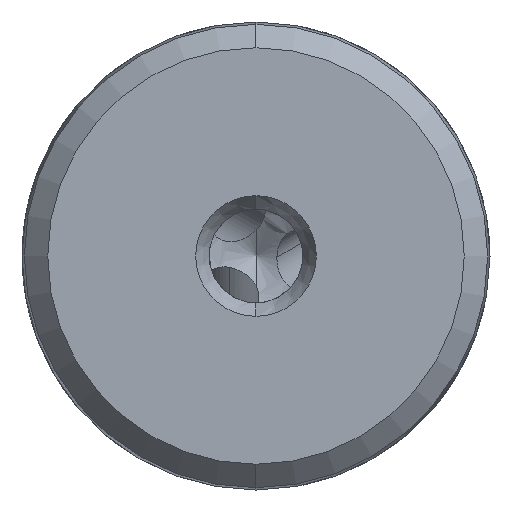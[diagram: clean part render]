
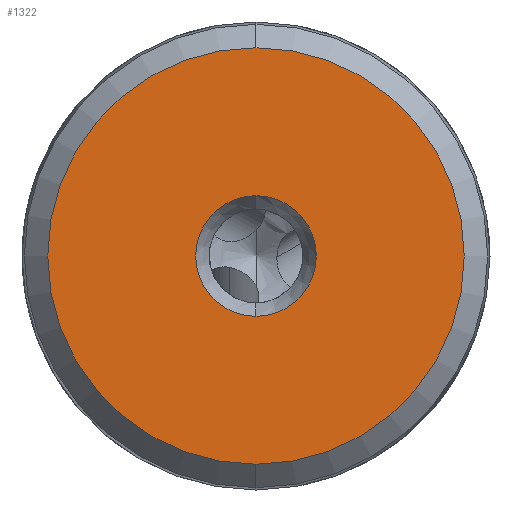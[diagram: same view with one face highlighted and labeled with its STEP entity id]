
A CAD part, left-side view. The second image highlights one B-rep face of the part: STEP entity #1322.
In plain terms, the highlighted planar face has unit normal (-1, 0, 0).
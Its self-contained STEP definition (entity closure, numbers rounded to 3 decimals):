
#250 = VERTEX_POINT ( 'NONE', #2170 ) ;
#339 = VERTEX_POINT ( 'NONE', #2038 ) ;
#343 = VERTEX_POINT ( 'NONE', #2181 ) ;
#376 = VERTEX_POINT ( 'NONE', #2303 ) ;
#1121 = CIRCLE ( 'NONE', #4004, 2.577 ) ;
#1144 = CIRCLE ( 'NONE', #1681, 8.9 ) ;
#1159 = CIRCLE ( 'NONE', #1680, 2.577 ) ;
#1262 = EDGE_CURVE ( 'NONE', #376, #250, #1159, .T. ) ;
#1263 = EDGE_CURVE ( 'NONE', #339, #343, #1144, .T. ) ;
#1322 = ADVANCED_FACE ( 'NONE', ( #5099, #5083 ), #1356, .T. ) ;
#1356 = PLANE ( 'NONE',  #1733 ) ;
#1409 = DIRECTION ( 'NONE',  ( -1., 0., 0. ) ) ;
#1410 = CARTESIAN_POINT ( 'NONE',  ( -81.224, 8.9, 0. ) ) ;
#1443 = DIRECTION ( 'NONE',  ( 0., 0., 1. ) ) ;
#1542 = CARTESIAN_POINT ( 'NONE',  ( -81.224, 0., 0. ) ) ;
#1543 = DIRECTION ( 'NONE',  ( 1., 0., 0. ) ) ;
#1544 = DIRECTION ( 'NONE',  ( 0., 0., -1. ) ) ;
#1569 = CARTESIAN_POINT ( 'NONE',  ( -81.224, 0., 0. ) ) ;
#1570 = DIRECTION ( 'NONE',  ( 1., 0., 0. ) ) ;
#1571 = DIRECTION ( 'NONE',  ( 0., 0., -1. ) ) ;
#1680 = AXIS2_PLACEMENT_3D ( 'NONE', #2389, #2383, #2384 ) ;
#1681 = AXIS2_PLACEMENT_3D ( 'NONE', #2427, #2395, #2382 ) ;
#1733 = AXIS2_PLACEMENT_3D ( 'NONE', #1410, #1409, #1443 ) ;
#1792 = AXIS2_PLACEMENT_3D ( 'NONE', #1542, #1543, #1544 ) ;
#2038 = CARTESIAN_POINT ( 'NONE',  ( -81.224, 0., 8.9 ) ) ;
#2170 = CARTESIAN_POINT ( 'NONE',  ( -81.224, 0., 2.577 ) ) ;
#2181 = CARTESIAN_POINT ( 'NONE',  ( -81.224, 0., -8.9 ) ) ;
#2303 = CARTESIAN_POINT ( 'NONE',  ( -81.224, 0., -2.577 ) ) ;
#2382 = DIRECTION ( 'NONE',  ( 0., 0., -1. ) ) ;
#2383 = DIRECTION ( 'NONE',  ( 1., 0., 0. ) ) ;
#2384 = DIRECTION ( 'NONE',  ( 0., 0., -1. ) ) ;
#2389 = CARTESIAN_POINT ( 'NONE',  ( -81.224, 0., 0. ) ) ;
#2395 = DIRECTION ( 'NONE',  ( 1., 0., 0. ) ) ;
#2427 = CARTESIAN_POINT ( 'NONE',  ( -81.224, 0., 0. ) ) ;
#3183 = ORIENTED_EDGE ( 'NONE', *, *, #1262, .T. ) ;
#3253 = ORIENTED_EDGE ( 'NONE', *, *, #4605, .F. ) ;
#3255 = ORIENTED_EDGE ( 'NONE', *, *, #4614, .T. ) ;
#3269 = ORIENTED_EDGE ( 'NONE', *, *, #1263, .F. ) ;
#4004 = AXIS2_PLACEMENT_3D ( 'NONE', #1569, #1570, #1571 ) ;
#4018 = CIRCLE ( 'NONE', #1792, 8.9 ) ;
#4032 = EDGE_LOOP ( 'NONE', ( #3255, #3183 ) ) ;
#4056 = EDGE_LOOP ( 'NONE', ( #3253, #3269 ) ) ;
#4605 = EDGE_CURVE ( 'NONE', #343, #339, #4018, .T. ) ;
#4614 = EDGE_CURVE ( 'NONE', #250, #376, #1121, .T. ) ;
#5083 = FACE_OUTER_BOUND ( 'NONE', #4056, .T. ) ;
#5099 = FACE_BOUND ( 'NONE', #4032, .T. ) ;
